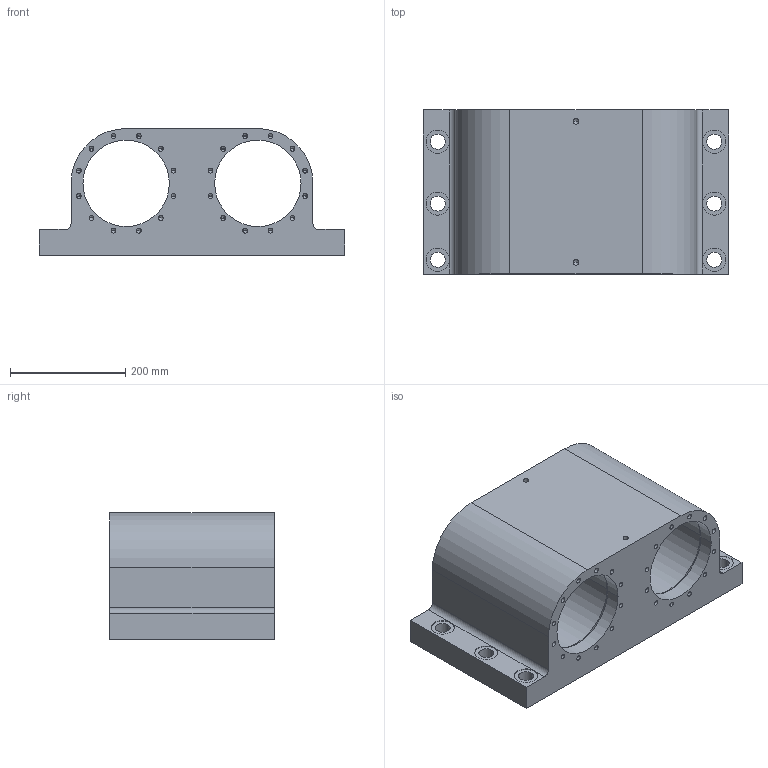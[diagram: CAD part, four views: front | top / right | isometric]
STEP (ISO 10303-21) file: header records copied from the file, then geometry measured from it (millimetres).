
FILE_DESCRIPTION (( 'STEP AP203' ), '1' );
FILE_NAME ('3-134056_CARDAN_STEUN.stp_Default_sldprt.STEP', '2024-04-16T11:02:03', ( '' ), ( '' ), 'SwSTEP 2.0', 'SolidWorks 2023', '' );
FILE_SCHEMA (( 'CONFIG_CONTROL_DESIGN' ));
Length unit declared in the file: millimetre
Products named in the file (1): 3-134056_CARDAN_STEUN.stp_Default_sldprt
Bounding box: 530 x 285 x 220 mm (x, y, z)
Volume: 15709616.2 mm3; surface area: 833092.2 mm2
Topology: 1 solids, 1 shells, 176 faces, 441 edges, 244 vertices
Faces by surface type: cylinder 91, cone 52, plane 25, bspline 8
Entity records: 5080 total; most frequent: CARTESIAN_POINT 954, DIRECTION 909, ORIENTED_EDGE 778, EDGE_CURVE 389, AXIS2_PLACEMENT_3D 359, VERTEX_POINT 244, EDGE_LOOP 221, VECTOR 191
